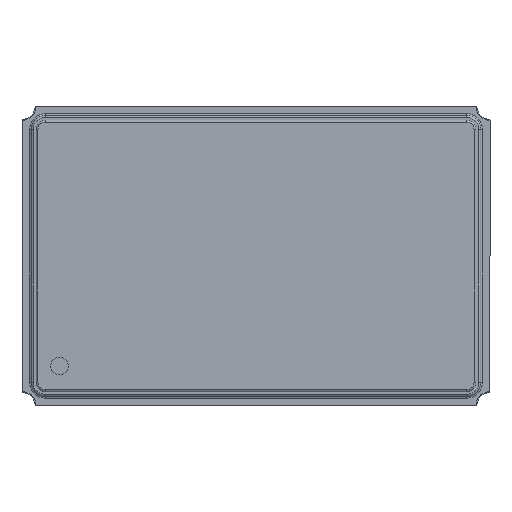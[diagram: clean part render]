
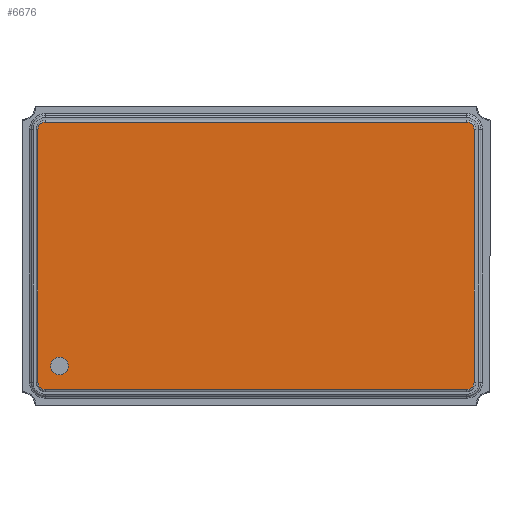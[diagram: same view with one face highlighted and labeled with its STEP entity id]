
A CAD part, top view. The second image highlights one B-rep face of the part: STEP entity #6676.
In plain terms, the highlighted planar face has unit normal (0, 0, 1).
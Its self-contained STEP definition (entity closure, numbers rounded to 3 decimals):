
#3 = CIRCLE ( 'NONE', #3109, 0.08 ) ;
#9 = LINE ( 'NONE', #4941, #5555 ) ;
#93 = EDGE_CURVE ( 'NONE', #3956, #6851, #9, .T. ) ;
#224 = PLANE ( 'NONE',  #2544 ) ;
#425 = VECTOR ( 'NONE', #6066, 1000. ) ;
#452 = DIRECTION ( 'NONE',  ( 1., 0., 0. ) ) ;
#651 = CARTESIAN_POINT ( 'NONE',  ( 2.25, -1.43, 0.9 ) ) ;
#792 = EDGE_CURVE ( 'NONE', #1248, #3266, #5590, .T. ) ;
#839 = VERTEX_POINT ( 'NONE', #1902 ) ;
#858 = EDGE_CURVE ( 'NONE', #3365, #839, #7571, .T. ) ;
#890 = DIRECTION ( 'NONE',  ( 1., 0., 0. ) ) ;
#944 = EDGE_CURVE ( 'NONE', #3266, #1248, #5454, .T. ) ;
#1033 = ORIENTED_EDGE ( 'NONE', *, *, #2710, .T. ) ;
#1108 = VERTEX_POINT ( 'NONE', #4325 ) ;
#1132 = DIRECTION ( 'NONE',  ( -1., 0., 0. ) ) ;
#1137 = EDGE_CURVE ( 'NONE', #1108, #4555, #3609, .T. ) ;
#1174 = LINE ( 'NONE', #4779, #5196 ) ;
#1248 = VERTEX_POINT ( 'NONE', #2657 ) ;
#1277 = CARTESIAN_POINT ( 'NONE',  ( -2.193, -1.177, 0.9 ) ) ;
#1362 = VERTEX_POINT ( 'NONE', #6005 ) ;
#1553 = DIRECTION ( 'NONE',  ( 1., 0., 0. ) ) ;
#1597 = AXIS2_PLACEMENT_3D ( 'NONE', #3768, #5002, #1827 ) ;
#1809 = ORIENTED_EDGE ( 'NONE', *, *, #858, .T. ) ;
#1827 = DIRECTION ( 'NONE',  ( 1., 0., 0. ) ) ;
#1902 = CARTESIAN_POINT ( 'NONE',  ( 2.33, 1.35, 0.9 ) ) ;
#1999 = ORIENTED_EDGE ( 'NONE', *, *, #7082, .T. ) ;
#2028 = AXIS2_PLACEMENT_3D ( 'NONE', #7619, #2108, #4582 ) ;
#2038 = DIRECTION ( 'NONE',  ( 0., 0., 1. ) ) ;
#2057 = CARTESIAN_POINT ( 'NONE',  ( 2.33, -1.35, 0.9 ) ) ;
#2108 = DIRECTION ( 'NONE',  ( 0., 0., 1. ) ) ;
#2155 = CARTESIAN_POINT ( 'NONE',  ( -2.25, 1.35, 0.9 ) ) ;
#2358 = AXIS2_PLACEMENT_3D ( 'NONE', #5849, #7089, #452 ) ;
#2411 = DIRECTION ( 'NONE',  ( 1., 0., 0. ) ) ;
#2544 = AXIS2_PLACEMENT_3D ( 'NONE', #3828, #2038, #6275 ) ;
#2623 = CARTESIAN_POINT ( 'NONE',  ( 2.33, 1.35, 0.9 ) ) ;
#2657 = CARTESIAN_POINT ( 'NONE',  ( -2.004, -1.177, 0.9 ) ) ;
#2710 = EDGE_CURVE ( 'NONE', #1362, #1108, #5521, .T. ) ;
#3083 = ORIENTED_EDGE ( 'NONE', *, *, #7534, .T. ) ;
#3109 = AXIS2_PLACEMENT_3D ( 'NONE', #2155, #3457, #1553 ) ;
#3141 = ORIENTED_EDGE ( 'NONE', *, *, #792, .F. ) ;
#3177 = FACE_BOUND ( 'NONE', #3831, .T. ) ;
#3266 = VERTEX_POINT ( 'NONE', #1277 ) ;
#3365 = VERTEX_POINT ( 'NONE', #2057 ) ;
#3457 = DIRECTION ( 'NONE',  ( 0., 0., 1. ) ) ;
#3516 = AXIS2_PLACEMENT_3D ( 'NONE', #7008, #5805, #890 ) ;
#3609 = LINE ( 'NONE', #6100, #425 ) ;
#3768 = CARTESIAN_POINT ( 'NONE',  ( -2.099, -1.177, 0.9 ) ) ;
#3819 = CARTESIAN_POINT ( 'NONE',  ( -2.25, 1.43, 0.9 ) ) ;
#3828 = CARTESIAN_POINT ( 'NONE',  ( 0., 0., 0.9 ) ) ;
#3831 = EDGE_LOOP ( 'NONE', ( #3141, #7397 ) ) ;
#3882 = CIRCLE ( 'NONE', #6461, 0.08 ) ;
#3893 = EDGE_CURVE ( 'NONE', #5584, #1362, #1174, .T. ) ;
#3942 = FACE_OUTER_BOUND ( 'NONE', #7566, .T. ) ;
#3956 = VERTEX_POINT ( 'NONE', #4499 ) ;
#4233 = CARTESIAN_POINT ( 'NONE',  ( 2.25, -1.35, 0.9 ) ) ;
#4325 = CARTESIAN_POINT ( 'NONE',  ( -2.25, -1.43, 0.9 ) ) ;
#4437 = ORIENTED_EDGE ( 'NONE', *, *, #3893, .T. ) ;
#4499 = CARTESIAN_POINT ( 'NONE',  ( 2.25, 1.43, 0.9 ) ) ;
#4555 = VERTEX_POINT ( 'NONE', #651 ) ;
#4582 = DIRECTION ( 'NONE',  ( 1., 0., 0. ) ) ;
#4779 = CARTESIAN_POINT ( 'NONE',  ( -2.33, -1.35, 0.9 ) ) ;
#4861 = ORIENTED_EDGE ( 'NONE', *, *, #93, .T. ) ;
#4941 = CARTESIAN_POINT ( 'NONE',  ( -2.25, 1.43, 0.9 ) ) ;
#5002 = DIRECTION ( 'NONE',  ( 0., 0., 1. ) ) ;
#5177 = CARTESIAN_POINT ( 'NONE',  ( -2.33, 1.35, 0.9 ) ) ;
#5178 = VECTOR ( 'NONE', #5772, 1000. ) ;
#5196 = VECTOR ( 'NONE', #6079, 1000. ) ;
#5454 = CIRCLE ( 'NONE', #2358, 0.095 ) ;
#5521 = CIRCLE ( 'NONE', #2028, 0.08 ) ;
#5555 = VECTOR ( 'NONE', #1132, 1000. ) ;
#5584 = VERTEX_POINT ( 'NONE', #5177 ) ;
#5590 = CIRCLE ( 'NONE', #1597, 0.095 ) ;
#5687 = CIRCLE ( 'NONE', #3516, 0.08 ) ;
#5772 = DIRECTION ( 'NONE',  ( 0., 1., 0. ) ) ;
#5805 = DIRECTION ( 'NONE',  ( 0., 0., 1. ) ) ;
#5814 = ORIENTED_EDGE ( 'NONE', *, *, #1137, .T. ) ;
#5849 = CARTESIAN_POINT ( 'NONE',  ( -2.099, -1.177, 0.9 ) ) ;
#6005 = CARTESIAN_POINT ( 'NONE',  ( -2.33, -1.35, 0.9 ) ) ;
#6066 = DIRECTION ( 'NONE',  ( 1., 0., 0. ) ) ;
#6079 = DIRECTION ( 'NONE',  ( 0., -1., 0. ) ) ;
#6100 = CARTESIAN_POINT ( 'NONE',  ( 2.25, -1.43, 0.9 ) ) ;
#6275 = DIRECTION ( 'NONE',  ( 1., 0., 0. ) ) ;
#6425 = ORIENTED_EDGE ( 'NONE', *, *, #7741, .T. ) ;
#6461 = AXIS2_PLACEMENT_3D ( 'NONE', #4233, #7962, #2411 ) ;
#6676 = ADVANCED_FACE ( 'NONE', ( #3177, #3942 ), #224, .T. ) ;
#6851 = VERTEX_POINT ( 'NONE', #3819 ) ;
#7008 = CARTESIAN_POINT ( 'NONE',  ( 2.25, 1.35, 0.9 ) ) ;
#7082 = EDGE_CURVE ( 'NONE', #839, #3956, #5687, .T. ) ;
#7089 = DIRECTION ( 'NONE',  ( 0., 0., 1. ) ) ;
#7397 = ORIENTED_EDGE ( 'NONE', *, *, #944, .F. ) ;
#7534 = EDGE_CURVE ( 'NONE', #4555, #3365, #3882, .T. ) ;
#7566 = EDGE_LOOP ( 'NONE', ( #5814, #3083, #1809, #1999, #4861, #6425, #4437, #1033 ) ) ;
#7571 = LINE ( 'NONE', #2623, #5178 ) ;
#7619 = CARTESIAN_POINT ( 'NONE',  ( -2.25, -1.35, 0.9 ) ) ;
#7741 = EDGE_CURVE ( 'NONE', #6851, #5584, #3, .T. ) ;
#7962 = DIRECTION ( 'NONE',  ( 0., 0., 1. ) ) ;
